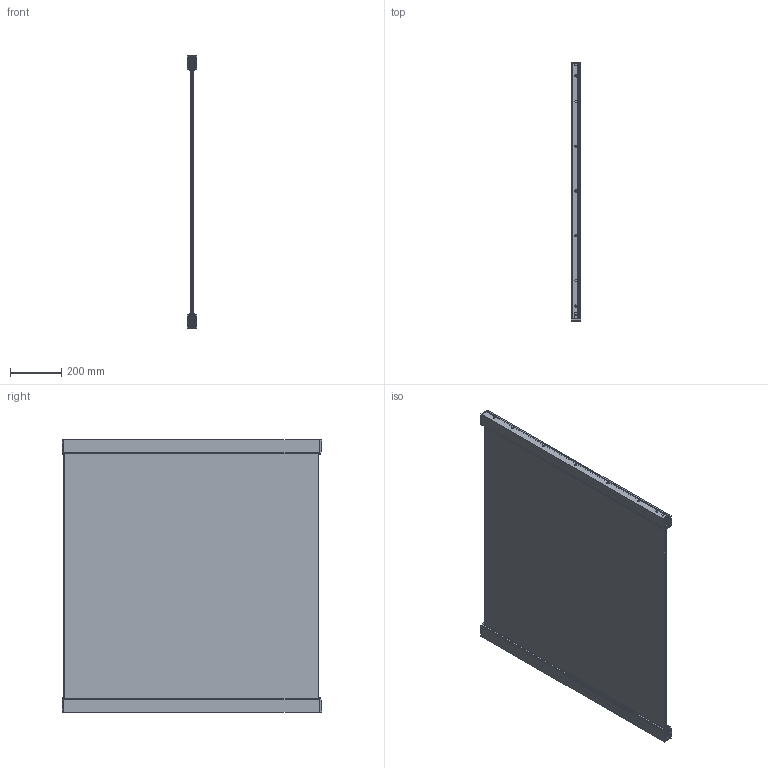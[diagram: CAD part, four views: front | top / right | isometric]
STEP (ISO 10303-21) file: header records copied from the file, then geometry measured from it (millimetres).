
FILE_DESCRIPTION (( 'STEP AP214' ), '1' );
FILE_NAME ('FG Le 12mm.step', '2020-06-19T06:33:54', ( '' ), ( '' ), 'SwSTEP 2.0', 'SolidWorks 2019', '' );
FILE_SCHEMA (( 'AUTOMOTIVE_DESIGN' ));
Length unit declared in the file: millimetre
Products named in the file (11): Senkschraube mit Innensechskant DIN 7991 - M6 x 16_DIN 7991 - M6 x 16 --- 9.7N; 137131_01; 137135-2_01; Glas FG 12mm_01; FG Le 12mm; 137133_01; 137130_01; 137424_01; 137129_01; 137127_Leibung ; 137135-1_01
Assembly tree (21 placements, depth 2):
  FG Le 12mm
    Glas FG 12mm_01
    137127_Leibung   x2
    137129_01  x2
    137130_01  x2
    137131_01  x2
    137133_01  x2
    137135-1_01  x4
    137135-2_01  x2
    137424_01  x2
    Senkschraube mit Innensechskant DIN 7991 - M6 x 16_DIN 7991 - M6 x 16 --- 9.7N  x2
Bounding box: 38 x 1014 x 1064 mm (x, y, z)
Volume: 14434527.3 mm3; surface area: 3248145.1 mm2
Topology: 21 solids, 21 shells, 1302 faces, 3730 edges, 2448 vertices
Faces by surface type: cylinder 664, plane 598, cone 32, torus 8
Entity records: 22646 total; most frequent: CARTESIAN_POINT 5978, ORIENTED_EDGE 3620, DIRECTION 3130, EDGE_CURVE 1810, VERTEX_POINT 1190, AXIS2_PLACEMENT_3D 1050, LINE 1030, VECTOR 1030
